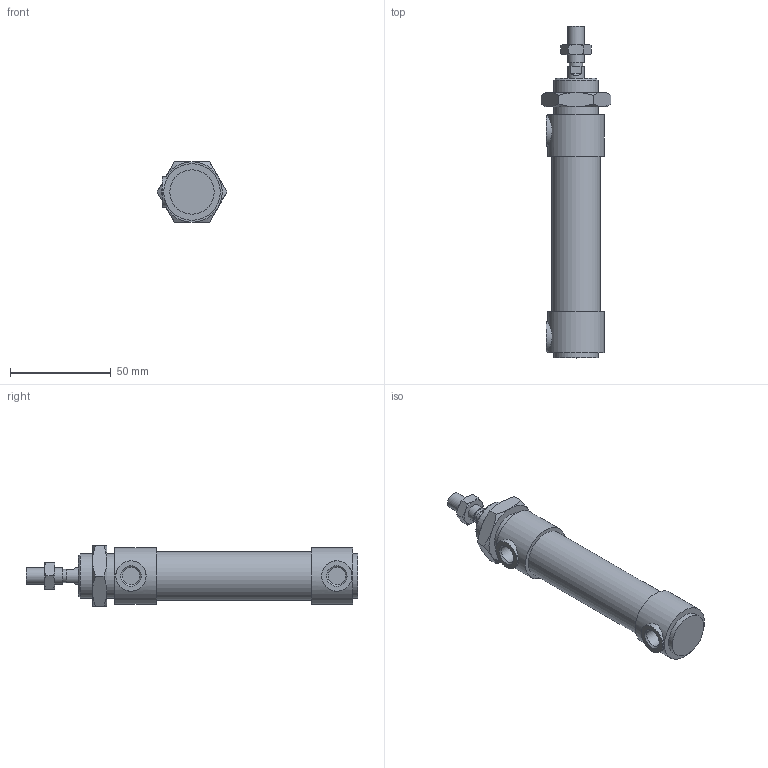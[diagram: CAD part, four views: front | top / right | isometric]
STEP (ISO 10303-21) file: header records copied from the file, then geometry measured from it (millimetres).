
FILE_DESCRIPTION((''),'2;1');
FILE_NAME('1231_20_0050.stp','2006-01-05T13:53:28',('medicfa1'),(''),'Autodesk Inventor 10','Autodesk Inventor 10','');
FILE_SCHEMA(('AUTOMOTIVE_DESIGN { 1 0 10303 214 1 1 1 1 }'));
Length unit declared in the file: millimetre
Products named in the file (5): 1231_20_0050; C1231_20_50; S1230_20_50; 1200_20_05; 1200_20_06
Assembly tree (4 placements, depth 2):
  1231_20_0050
    C1231_20_50
    S1230_20_50
    1200_20_05
    1200_20_06
Bounding box: 34.64 x 164.5 x 30 mm (x, y, z)
Volume: 71954.8 mm3; surface area: 20704.2 mm2
Topology: 4 solids, 4 shells, 84 faces, 173 edges, 105 vertices
Faces by surface type: plane 38, cone 28, cylinder 13, bspline 5
Full cylindrical faces by diameter (mm): 6.5 x1, 8 x3, 8.7 x2, 15 x2, 22 x2, 24 x1, 28 x2
Entity records: 2304 total; most frequent: CARTESIAN_POINT 670, DIRECTION 330, ORIENTED_EDGE 278, AXIS2_PLACEMENT_3D 153, EDGE_CURVE 139, EDGE_LOOP 120, VERTEX_POINT 95, FACE_OUTER_BOUND 84
